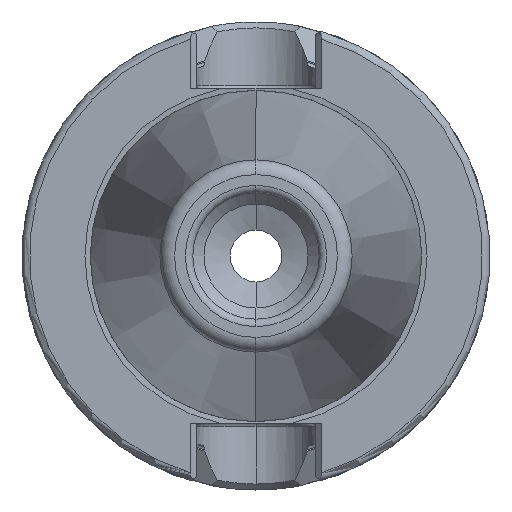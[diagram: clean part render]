
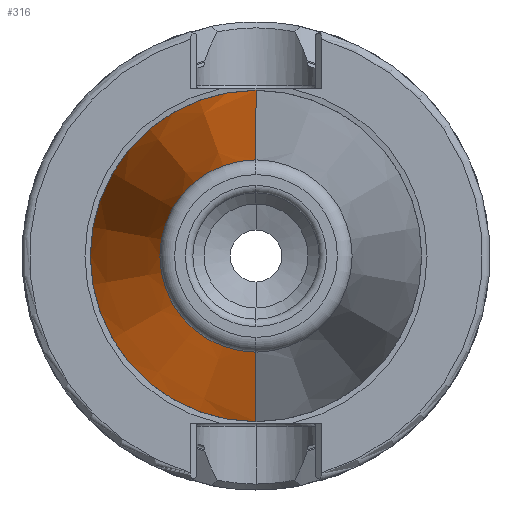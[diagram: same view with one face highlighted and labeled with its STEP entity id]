
A CAD part, left-side view. The second image highlights one B-rep face of the part: STEP entity #316.
In plain terms, the highlighted conical face has half-angle 8.297 degrees and reference radius 22.298 mm.
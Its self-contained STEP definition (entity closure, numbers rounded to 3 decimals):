
#40 = CARTESIAN_POINT ( 'NONE',  ( -89.5, 0., 22.298 ) ) ;
#58 = CARTESIAN_POINT ( 'NONE',  ( -89.5, 0., -22.298 ) ) ;
#141 = ORIENTED_EDGE ( 'NONE', *, *, #1736, .T. ) ;
#173 = LINE ( 'NONE', #2175, #2683 ) ;
#208 = CIRCLE ( 'NONE', #1974, 12.937 ) ;
#316 = ADVANCED_FACE ( 'NONE', ( #3058 ), #1079, .T. ) ;
#937 = DIRECTION ( 'NONE',  ( -1., 0., 0. ) ) ;
#1008 = EDGE_CURVE ( 'NONE', #3946, #2028, #4181, .T. ) ;
#1079 = CONICAL_SURFACE ( 'NONE', #1945, 22.298, 0.145 ) ;
#1143 = CARTESIAN_POINT ( 'NONE',  ( -153.689, 0., -12.937 ) ) ;
#1214 = EDGE_CURVE ( 'NONE', #3797, #3588, #173, .T. ) ;
#1694 = CARTESIAN_POINT ( 'NONE',  ( -89.5, 0., 0. ) ) ;
#1725 = DIRECTION ( 'NONE',  ( 0.99, 0., 0.144 ) ) ;
#1736 = EDGE_CURVE ( 'NONE', #2028, #3588, #3464, .T. ) ;
#1809 = DIRECTION ( 'NONE',  ( -1., 0., 0. ) ) ;
#1945 = AXIS2_PLACEMENT_3D ( 'NONE', #1694, #3676, #3402 ) ;
#1974 = AXIS2_PLACEMENT_3D ( 'NONE', #2921, #937, #3257 ) ;
#2028 = VERTEX_POINT ( 'NONE', #40 ) ;
#2175 = CARTESIAN_POINT ( 'NONE',  ( -89.5, 0., -22.298 ) ) ;
#2421 = VECTOR ( 'NONE', #1725, 1000. ) ;
#2439 = ORIENTED_EDGE ( 'NONE', *, *, #3994, .F. ) ;
#2683 = VECTOR ( 'NONE', #2846, 1000. ) ;
#2846 = DIRECTION ( 'NONE',  ( 0.99, 0., -0.144 ) ) ;
#2881 = CARTESIAN_POINT ( 'NONE',  ( -153.689, 0., 12.937 ) ) ;
#2921 = CARTESIAN_POINT ( 'NONE',  ( -153.689, 0., 0. ) ) ;
#3058 = FACE_OUTER_BOUND ( 'NONE', #3623, .T. ) ;
#3069 = CARTESIAN_POINT ( 'NONE',  ( -89.5, 0., 22.298 ) ) ;
#3257 = DIRECTION ( 'NONE',  ( 0., 0., 1. ) ) ;
#3320 = AXIS2_PLACEMENT_3D ( 'NONE', #3784, #1809, #4127 ) ;
#3402 = DIRECTION ( 'NONE',  ( 0., 0., -1. ) ) ;
#3433 = ORIENTED_EDGE ( 'NONE', *, *, #1008, .T. ) ;
#3464 = CIRCLE ( 'NONE', #3320, 22.298 ) ;
#3588 = VERTEX_POINT ( 'NONE', #58 ) ;
#3623 = EDGE_LOOP ( 'NONE', ( #2439, #3433, #141, #3777 ) ) ;
#3676 = DIRECTION ( 'NONE',  ( 1., 0., 0. ) ) ;
#3777 = ORIENTED_EDGE ( 'NONE', *, *, #1214, .F. ) ;
#3784 = CARTESIAN_POINT ( 'NONE',  ( -89.5, 0., 0. ) ) ;
#3797 = VERTEX_POINT ( 'NONE', #1143 ) ;
#3946 = VERTEX_POINT ( 'NONE', #2881 ) ;
#3994 = EDGE_CURVE ( 'NONE', #3946, #3797, #208, .T. ) ;
#4127 = DIRECTION ( 'NONE',  ( 0., 0., 1. ) ) ;
#4181 = LINE ( 'NONE', #3069, #2421 ) ;
